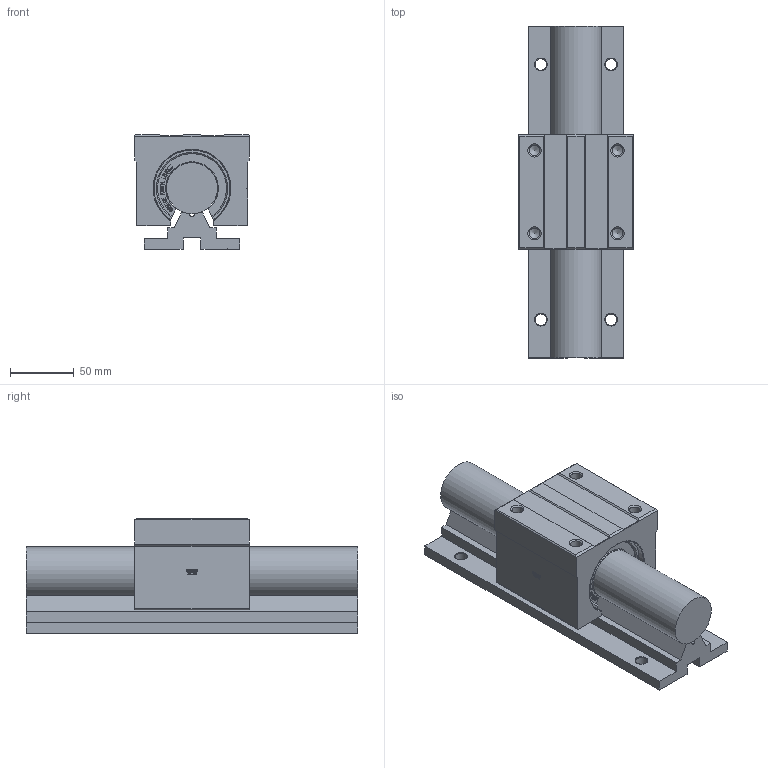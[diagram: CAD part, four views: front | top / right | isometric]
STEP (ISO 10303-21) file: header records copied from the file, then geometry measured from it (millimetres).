
FILE_DESCRIPTION((''),'2;1');
FILE_NAME('SBR40UU.stp','2013-02-07T12:01:39',('user2'),(''),'Autodesk Inventor 2012','Autodesk Inventor 2012','');
FILE_SCHEMA(('AUTOMOTIVE_DESIGN { 1 0 10303 214 1 1 1 1 }'));
Length unit declared in the file: millimetre
Products named in the file (4): SBR40UU; LM40UUOP; SBS40
Assembly tree (3 placements, depth 2):
  SBR40UU
    LM40UUOP
    SBR40UU
    SBS40
Bounding box: 90 x 260 x 90 mm (x, y, z)
Volume: 998797.2 mm3; surface area: 171302.3 mm2
Topology: 4 solids, 4 shells, 1276 faces, 3597 edges, 2386 vertices
Faces by surface type: bspline 826, plane 380, cone 36, cylinder 32, torus 2
Full cylindrical faces by diameter (mm): 4.134 x4, 8.376 x4, 9 x6
Entity records: 43405 total; most frequent: CARTESIAN_POINT 15126, ORIENTED_EDGE 7086, EDGE_CURVE 3543, DIRECTION 2869, VERTEX_POINT 2370, VECTOR 1759, LINE 1759, QUASI_UNIFORM_CURVE 1398
